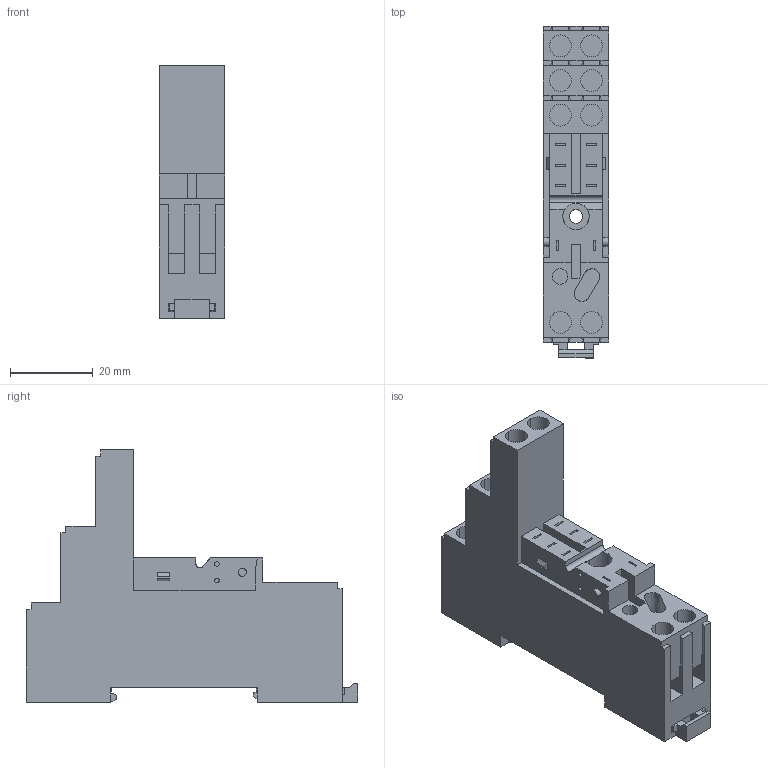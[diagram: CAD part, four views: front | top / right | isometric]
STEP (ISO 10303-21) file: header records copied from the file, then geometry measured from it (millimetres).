
FILE_DESCRIPTION(('CATIA V5R24 STEP','CAx-IF Rec.Pracs.--- Model Styling and Organization---1.2---2011-12-15'),'2;1');
FILE_NAME ('8054502_4', '2016-01-18T13:07:49+00:00', ('Weidmueller Interface'), ('Weidmueller'), 'CATIA Version 5-6 Release 2014 SP4', 'CATIA V5 STEP AP214', 'none');
FILE_SCHEMA(('AUTOMOTIVE_DESIGN { 1 0 10303 214 1 1 1 1 }'));
Length unit declared in the file: millimetre
Products named in the file (1): S3D_SDI_2CO
Bounding box: 15.8 x 80.15 x 61 mm (x, y, z)
Volume: 37230.5 mm3; surface area: 14193.1 mm2
Topology: 2 solids, 2 shells, 348 faces, 976 edges, 658 vertices
Faces by surface type: plane 302, cylinder 44, extrusion 2
Entity records: 11000 total; most frequent: CARTESIAN_POINT 2176, ORIENTED_EDGE 1952, DIRECTION 1378, EDGE_CURVE 976, VECTOR 812, LINE 810, VERTEX_POINT 658, EDGE_LOOP 380
